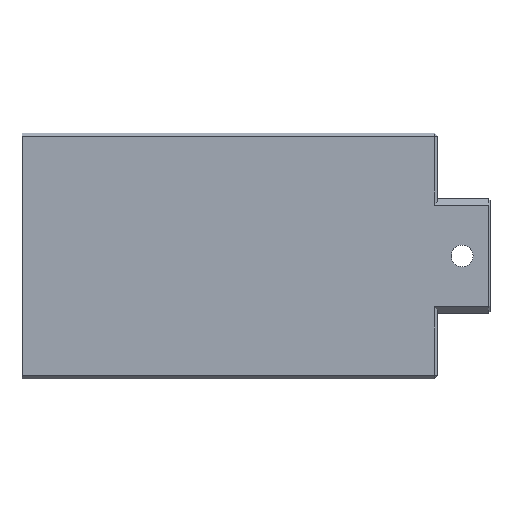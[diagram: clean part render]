
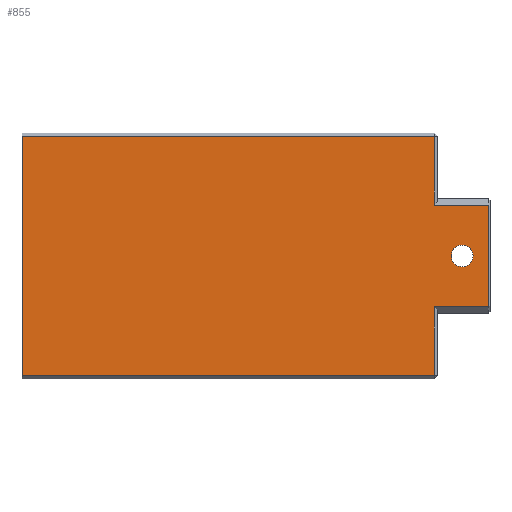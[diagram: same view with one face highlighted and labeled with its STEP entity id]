
A CAD part, top view. The second image highlights one B-rep face of the part: STEP entity #855.
In plain terms, the highlighted planar face has unit normal (0, 0, 1).
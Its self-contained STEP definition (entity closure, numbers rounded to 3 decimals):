
#108=FACE_BOUND('',#219,.T.);
#123=PLANE('',#941);
#168=FACE_OUTER_BOUND('',#218,.T.);
#218=EDGE_LOOP('',(#719,#720,#721,#722,#723,#724,#725,#726));
#219=EDGE_LOOP('',(#727));
#246=LINE('',#1247,#337);
#274=LINE('',#1330,#365);
#293=LINE('',#1366,#384);
#297=LINE('',#1374,#388);
#298=LINE('',#1376,#389);
#299=LINE('',#1377,#390);
#300=LINE('',#1379,#391);
#301=LINE('',#1380,#392);
#337=VECTOR('',#996,10.);
#365=VECTOR('',#1074,10.);
#384=VECTOR('',#1109,10.);
#388=VECTOR('',#1115,10.);
#389=VECTOR('',#1116,10.);
#390=VECTOR('',#1117,10.);
#391=VECTOR('',#1118,10.);
#392=VECTOR('',#1119,10.);
#437=CIRCLE('',#922,3.324);
#445=VERTEX_POINT('',#1243);
#447=VERTEX_POINT('',#1246);
#461=VERTEX_POINT('',#1285);
#476=VERTEX_POINT('',#1328);
#477=VERTEX_POINT('',#1329);
#486=VERTEX_POINT('',#1365);
#489=VERTEX_POINT('',#1373);
#490=VERTEX_POINT('',#1375);
#491=VERTEX_POINT('',#1378);
#511=EDGE_CURVE('',#447,#445,#246,.T.);
#531=EDGE_CURVE('',#461,#461,#437,.T.);
#552=EDGE_CURVE('',#476,#477,#274,.T.);
#571=EDGE_CURVE('',#477,#486,#293,.T.);
#575=EDGE_CURVE('',#489,#476,#297,.T.);
#576=EDGE_CURVE('',#490,#489,#298,.T.);
#577=EDGE_CURVE('',#447,#490,#299,.T.);
#578=EDGE_CURVE('',#491,#445,#300,.T.);
#579=EDGE_CURVE('',#486,#491,#301,.T.);
#719=ORIENTED_EDGE('',*,*,#552,.F.);
#720=ORIENTED_EDGE('',*,*,#575,.F.);
#721=ORIENTED_EDGE('',*,*,#576,.F.);
#722=ORIENTED_EDGE('',*,*,#577,.F.);
#723=ORIENTED_EDGE('',*,*,#511,.T.);
#724=ORIENTED_EDGE('',*,*,#578,.F.);
#725=ORIENTED_EDGE('',*,*,#579,.F.);
#726=ORIENTED_EDGE('',*,*,#571,.F.);
#727=ORIENTED_EDGE('',*,*,#531,.T.);
#855=ADVANCED_FACE('',(#168,#108),#123,.T.);
#922=AXIS2_PLACEMENT_3D('',#1287,#1036,#1037);
#941=AXIS2_PLACEMENT_3D('',#1372,#1113,#1114);
#996=DIRECTION('',(0.,-1.,0.));
#1036=DIRECTION('center_axis',(0.,0.,-1.));
#1037=DIRECTION('ref_axis',(-1.,0.,0.));
#1074=DIRECTION('',(0.,-1.,0.));
#1109=DIRECTION('',(-1.,0.,0.));
#1113=DIRECTION('center_axis',(0.,0.,1.));
#1114=DIRECTION('ref_axis',(1.,0.,0.));
#1115=DIRECTION('',(1.,0.,0.));
#1116=DIRECTION('',(0.,-1.,0.));
#1117=DIRECTION('',(1.,0.,0.));
#1118=DIRECTION('',(-1.,0.,0.));
#1119=DIRECTION('',(0.,-1.,0.));
#1243=CARTESIAN_POINT('',(-63.4,-36.5,7.5));
#1246=CARTESIAN_POINT('',(-63.4,36.5,7.5));
#1247=CARTESIAN_POINT('',(-63.4,37.5,7.5));
#1285=CARTESIAN_POINT('',(74.224,0.,7.5));
#1287=CARTESIAN_POINT('Origin',(70.9,0.,7.5));
#1328=CARTESIAN_POINT('',(78.9,15.5,7.5));
#1329=CARTESIAN_POINT('',(78.9,-15.5,7.5));
#1330=CARTESIAN_POINT('',(78.9,-8.75,7.5));
#1365=CARTESIAN_POINT('',(62.4,-15.5,7.5));
#1366=CARTESIAN_POINT('',(31.7,-15.5,7.5));
#1372=CARTESIAN_POINT('Origin',(0.,0.,
7.5));
#1373=CARTESIAN_POINT('',(62.4,15.5,7.5));
#1374=CARTESIAN_POINT('',(39.7,15.5,7.5));
#1375=CARTESIAN_POINT('',(62.4,36.5,7.5));
#1376=CARTESIAN_POINT('',(62.4,4.375,7.5));
#1377=CARTESIAN_POINT('',(31.7,36.5,7.5));
#1378=CARTESIAN_POINT('',(62.4,-36.5,7.5));
#1379=CARTESIAN_POINT('',(-31.7,-36.5,7.5));
#1380=CARTESIAN_POINT('',(62.4,-9.375,7.5));
